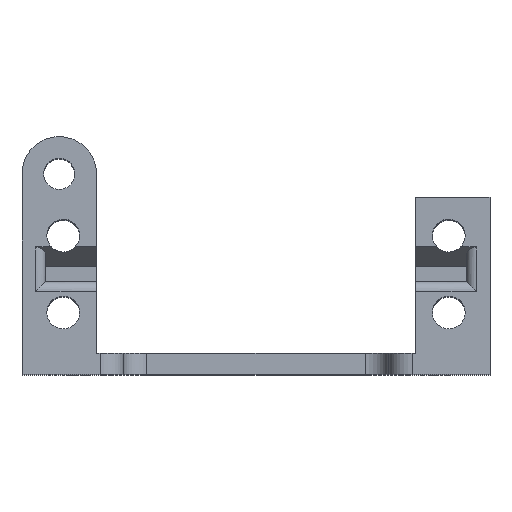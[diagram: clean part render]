
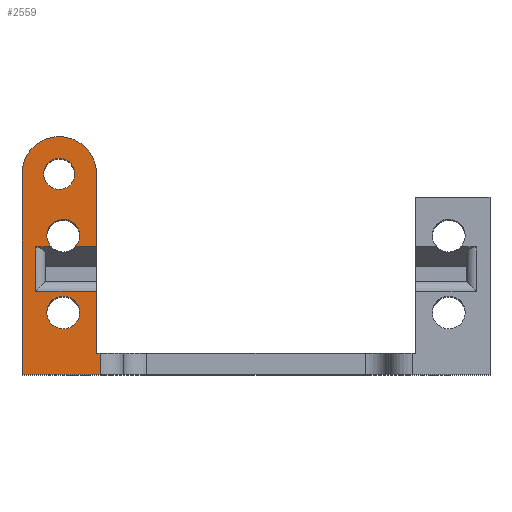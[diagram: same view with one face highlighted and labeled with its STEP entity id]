
A CAD part, top view. The second image highlights one B-rep face of the part: STEP entity #2559.
In plain terms, the highlighted planar face has unit normal (0, 0, 1).
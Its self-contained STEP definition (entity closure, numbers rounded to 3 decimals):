
#45=FACE_BOUND('',#290,.T.);
#46=FACE_BOUND('',#291,.T.);
#73=PLANE('',#2742);
#151=FACE_OUTER_BOUND('',#289,.T.);
#289=EDGE_LOOP('',(#1773,#1774,#1775,#1776,#1777,#1778,#1779,#1780,#1781,
#1782,#1783,#1784,#1785));
#290=EDGE_LOOP('',(#1786));
#291=EDGE_LOOP('',(#1787));
#451=LINE('',#3801,#707);
#473=LINE('',#3874,#729);
#477=LINE('',#3883,#733);
#478=LINE('',#3886,#734);
#479=LINE('',#3888,#735);
#480=LINE('',#3890,#736);
#481=LINE('',#3895,#737);
#482=LINE('',#3897,#738);
#483=LINE('',#3899,#739);
#484=LINE('',#3900,#740);
#707=VECTOR('',#3007,10.);
#729=VECTOR('',#3061,10.);
#733=VECTOR('',#3067,10.);
#734=VECTOR('',#3070,10.);
#735=VECTOR('',#3071,10.);
#736=VECTOR('',#3072,10.);
#737=VECTOR('',#3077,10.);
#738=VECTOR('',#3078,10.);
#739=VECTOR('',#3079,10.);
#740=VECTOR('',#3080,10.);
#959=CIRCLE('',#2719,2.);
#962=CIRCLE('',#2723,4.775);
#979=CIRCLE('',#2743,2.1);
#980=CIRCLE('',#2744,2.1);
#981=CIRCLE('',#2745,2.1);
#1075=VERTEX_POINT('',#3782);
#1079=VERTEX_POINT('',#3791);
#1080=VERTEX_POINT('',#3793);
#1081=VERTEX_POINT('',#3797);
#1083=VERTEX_POINT('',#3800);
#1118=VERTEX_POINT('',#3873);
#1122=VERTEX_POINT('',#3881);
#1123=VERTEX_POINT('',#3885);
#1124=VERTEX_POINT('',#3887);
#1125=VERTEX_POINT('',#3889);
#1126=VERTEX_POINT('',#3891);
#1127=VERTEX_POINT('',#3893);
#1128=VERTEX_POINT('',#3896);
#1129=VERTEX_POINT('',#3898);
#1130=VERTEX_POINT('',#3901);
#1331=EDGE_CURVE('',#1075,#1075,#959,.T.);
#1336=EDGE_CURVE('',#1080,#1079,#962,.T.);
#1339=EDGE_CURVE('',#1083,#1081,#451,.T.);
#1376=EDGE_CURVE('',#1118,#1080,#473,.T.);
#1381=EDGE_CURVE('',#1081,#1122,#477,.T.);
#1382=EDGE_CURVE('',#1123,#1122,#478,.T.);
#1383=EDGE_CURVE('',#1124,#1123,#479,.T.);
#1384=EDGE_CURVE('',#1125,#1124,#480,.T.);
#1385=EDGE_CURVE('',#1126,#1125,#979,.T.);
#1386=EDGE_CURVE('',#1127,#1126,#980,.T.);
#1387=EDGE_CURVE('',#1118,#1127,#481,.T.);
#1388=EDGE_CURVE('',#1079,#1128,#482,.T.);
#1389=EDGE_CURVE('',#1129,#1128,#483,.T.);
#1390=EDGE_CURVE('',#1083,#1129,#484,.T.);
#1391=EDGE_CURVE('',#1130,#1130,#981,.T.);
#1773=ORIENTED_EDGE('',*,*,#1381,.T.);
#1774=ORIENTED_EDGE('',*,*,#1382,.F.);
#1775=ORIENTED_EDGE('',*,*,#1383,.F.);
#1776=ORIENTED_EDGE('',*,*,#1384,.F.);
#1777=ORIENTED_EDGE('',*,*,#1385,.F.);
#1778=ORIENTED_EDGE('',*,*,#1386,.F.);
#1779=ORIENTED_EDGE('',*,*,#1387,.F.);
#1780=ORIENTED_EDGE('',*,*,#1376,.T.);
#1781=ORIENTED_EDGE('',*,*,#1336,.T.);
#1782=ORIENTED_EDGE('',*,*,#1388,.T.);
#1783=ORIENTED_EDGE('',*,*,#1389,.F.);
#1784=ORIENTED_EDGE('',*,*,#1390,.F.);
#1785=ORIENTED_EDGE('',*,*,#1339,.T.);
#1786=ORIENTED_EDGE('',*,*,#1331,.T.);
#1787=ORIENTED_EDGE('',*,*,#1391,.F.);
#2559=ADVANCED_FACE('',(#151,#45,#46),#73,.F.);
#2719=AXIS2_PLACEMENT_3D('',#3783,#2991,#2992);
#2723=AXIS2_PLACEMENT_3D('',#3794,#3001,#3002);
#2742=AXIS2_PLACEMENT_3D('',#3884,#3068,#3069);
#2743=AXIS2_PLACEMENT_3D('',#3892,#3073,#3074);
#2744=AXIS2_PLACEMENT_3D('',#3894,#3075,#3076);
#2745=AXIS2_PLACEMENT_3D('',#3902,#3081,#3082);
#2991=DIRECTION('center_axis',(0.,0.,
-1.));
#2992=DIRECTION('ref_axis',(-1.,0.,0.));
#3001=DIRECTION('center_axis',(0.,0.,
1.));
#3002=DIRECTION('ref_axis',(-1.,0.,0.));
#3007=DIRECTION('',(-1.,0.,0.));
#3061=DIRECTION('',(0.,1.,0.));
#3067=DIRECTION('',(0.,1.,0.));
#3068=DIRECTION('center_axis',(0.,0.,
-1.));
#3069=DIRECTION('ref_axis',(1.,0.,0.));
#3070=DIRECTION('',(1.,0.,0.));
#3071=DIRECTION('',(0.,-1.,0.));
#3072=DIRECTION('',(-1.,0.,0.));
#3073=DIRECTION('center_axis',(0.,0.,1.));
#3074=DIRECTION('ref_axis',(1.,0.,0.));
#3075=DIRECTION('center_axis',(0.,0.,1.));
#3076=DIRECTION('ref_axis',(1.,0.,0.));
#3077=DIRECTION('',(-1.,0.,0.));
#3078=DIRECTION('',(0.,-1.,0.));
#3079=DIRECTION('',(-1.,0.,0.));
#3080=DIRECTION('',(0.,-1.,0.));
#3081=DIRECTION('center_axis',(0.,0.,1.));
#3082=DIRECTION('ref_axis',(1.,0.,0.));
#3782=CARTESIAN_POINT('',(-23.225,1.95,-13.3));
#3783=CARTESIAN_POINT('Origin',(-25.225,1.95,-13.3));
#3791=CARTESIAN_POINT('',(-30.,1.95,-13.3));
#3793=CARTESIAN_POINT('',(-20.45,1.95,-13.3));
#3794=CARTESIAN_POINT('Origin',(-25.225,1.95,-13.3));
#3797=CARTESIAN_POINT('',(-20.45,-21.05,-13.3));
#3800=CARTESIAN_POINT('',(-20.,-21.05,-13.3));
#3801=CARTESIAN_POINT('',(-12.488,-21.05,-13.3));
#3873=CARTESIAN_POINT('',(-20.45,-7.425,-13.3));
#3874=CARTESIAN_POINT('',(-20.45,1.95,-13.3));
#3881=CARTESIAN_POINT('',(-20.45,-13.125,-13.3));
#3883=CARTESIAN_POINT('',(-20.45,-5.975,-13.3));
#3884=CARTESIAN_POINT('Origin',(-24.975,-10.9,-13.3));
#3885=CARTESIAN_POINT('',(-28.25,-13.125,-13.3));
#3886=CARTESIAN_POINT('',(-22.463,-13.125,-13.3));
#3887=CARTESIAN_POINT('',(-28.25,-7.425,-13.3));
#3888=CARTESIAN_POINT('',(-28.25,-11.138,-13.3));
#3889=CARTESIAN_POINT('',(-26.23,-7.425,-13.3));
#3890=CARTESIAN_POINT('',(-25.987,-7.425,-13.3));
#3891=CARTESIAN_POINT('',(-26.811,-5.975,-13.3));
#3892=CARTESIAN_POINT('Origin',(-24.711,-5.975,-13.3));
#3893=CARTESIAN_POINT('',(-23.192,-7.425,-13.3));
#3894=CARTESIAN_POINT('Origin',(-24.711,-5.975,-13.3));
#3895=CARTESIAN_POINT('',(-25.987,-7.425,-13.3));
#3896=CARTESIAN_POINT('',(-30.,-23.75,-13.3));
#3897=CARTESIAN_POINT('',(-30.,-20.75,-13.3));
#3898=CARTESIAN_POINT('',(-20.,-23.75,-13.3));
#3899=CARTESIAN_POINT('',(19.95,-23.75,-13.3));
#3900=CARTESIAN_POINT('',(-20.,-15.975,-13.3));
#3901=CARTESIAN_POINT('',(-26.811,-15.825,-13.3));
#3902=CARTESIAN_POINT('Origin',(-24.711,-15.825,-13.3));
